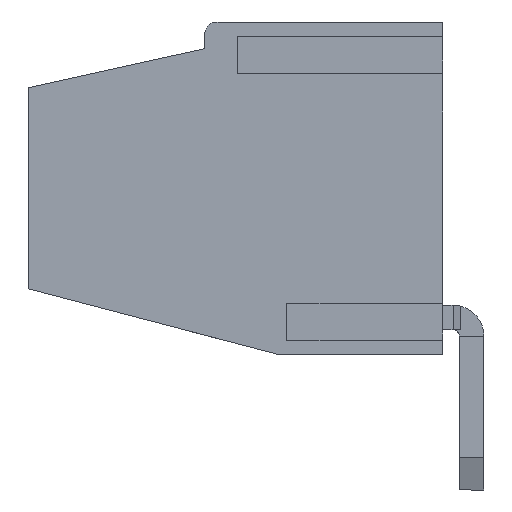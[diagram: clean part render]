
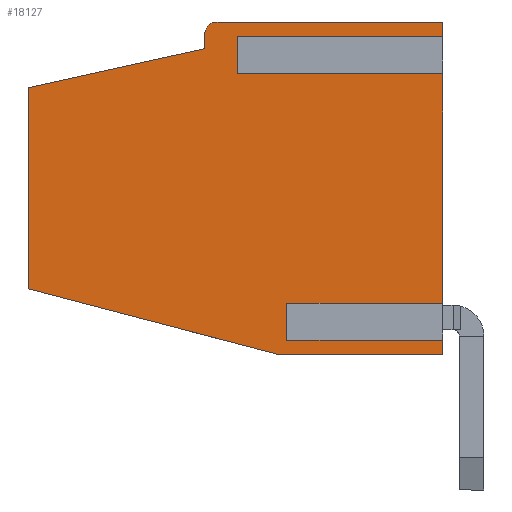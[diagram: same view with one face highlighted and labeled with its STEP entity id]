
A CAD part, left-side view. The second image highlights one B-rep face of the part: STEP entity #18127.
In plain terms, the highlighted face is planar.
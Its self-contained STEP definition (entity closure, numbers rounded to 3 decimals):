
#904 = EDGE_CURVE ( 'NONE', #16847, #11559, #1049, .T. ) ;
#982 = CARTESIAN_POINT ( 'NONE',  ( 2.54, 1.068, 0.7 ) ) ;
#1049 = LINE ( 'NONE', #10425, #27425 ) ;
#1289 = EDGE_CURVE ( 'NONE', #8846, #1615, #2984, .T. ) ;
#1615 = VERTEX_POINT ( 'NONE', #2371 ) ;
#1943 = DIRECTION ( 'NONE',  ( 0., 0., -1. ) ) ;
#1952 = ORIENTED_EDGE ( 'NONE', *, *, #2587, .T. ) ;
#1985 = VERTEX_POINT ( 'NONE', #982 ) ;
#2031 = ORIENTED_EDGE ( 'NONE', *, *, #7473, .F. ) ;
#2371 = CARTESIAN_POINT ( 'NONE',  ( 2.54, 1.068, 4.5 ) ) ;
#2587 = EDGE_CURVE ( 'NONE', #9328, #19515, #10359, .T. ) ;
#2984 = LINE ( 'NONE', #28373, #29364 ) ;
#3328 = EDGE_CURVE ( 'NONE', #11559, #28108, #13595, .T. ) ;
#3460 = DIRECTION ( 'NONE',  ( 0., 0.254, 0.967 ) ) ;
#3951 = CARTESIAN_POINT ( 'NONE',  ( 2.54, 8.1, 0.7 ) ) ;
#4014 = CARTESIAN_POINT ( 'NONE',  ( 2.54, 7.568, 5.7 ) ) ;
#4118 = ORIENTED_EDGE ( 'NONE', *, *, #28858, .F. ) ;
#4263 = CARTESIAN_POINT ( 'NONE',  ( 2.54, 8.1, 0.7 ) ) ;
#4457 = AXIS2_PLACEMENT_3D ( 'NONE', #8109, #7961, #8249 ) ;
#4823 = VECTOR ( 'NONE', #13235, 1000. ) ;
#5793 = LINE ( 'NONE', #3951, #26721 ) ;
#6238 = VECTOR ( 'NONE', #1943, 1000. ) ;
#6435 = CARTESIAN_POINT ( 'NONE',  ( 2.54, 7.568, 0.7 ) ) ;
#6587 = CARTESIAN_POINT ( 'NONE',  ( 2.54, 7.032, 5.7 ) ) ;
#6803 = CARTESIAN_POINT ( 'NONE',  ( 2.54, 7.032, 0.7 ) ) ;
#7081 = DIRECTION ( 'NONE',  ( 0., 1., 0. ) ) ;
#7188 = CARTESIAN_POINT ( 'NONE',  ( 2.54, 6.5, 10.8 ) ) ;
#7264 = LINE ( 'NONE', #16461, #9902 ) ;
#7473 = EDGE_CURVE ( 'NONE', #23929, #15711, #24847, .T. ) ;
#7588 = EDGE_CURVE ( 'NONE', #28108, #18054, #16687, .T. ) ;
#7961 = DIRECTION ( 'NONE',  ( -1., 0., 0. ) ) ;
#8109 = CARTESIAN_POINT ( 'NONE',  ( 2.54, 8.1, 10.8 ) ) ;
#8249 = DIRECTION ( 'NONE',  ( 0., -1., 0. ) ) ;
#8467 = DIRECTION ( 'NONE',  ( 0., 1., 0. ) ) ;
#8615 = CARTESIAN_POINT ( 'NONE',  ( 2.54, 0., 4.7 ) ) ;
#8846 = VERTEX_POINT ( 'NONE', #16027 ) ;
#8903 = DIRECTION ( 'NONE',  ( 0., -1., 0. ) ) ;
#9243 = EDGE_CURVE ( 'NONE', #1615, #1985, #13716, .T. ) ;
#9328 = VERTEX_POINT ( 'NONE', #19586 ) ;
#9435 = CARTESIAN_POINT ( 'NONE',  ( 2.54, 6.5, 10.8 ) ) ;
#9902 = VECTOR ( 'NONE', #25661, 1000. ) ;
#10050 = DIRECTION ( 'NONE',  ( 0., 0., -1. ) ) ;
#10359 = LINE ( 'NONE', #14895, #28946 ) ;
#10391 = DIRECTION ( 'NONE',  ( 0., 1., 0. ) ) ;
#10425 = CARTESIAN_POINT ( 'NONE',  ( 2.54, 1.6, 10.8 ) ) ;
#10481 = CARTESIAN_POINT ( 'NONE',  ( 2.54, 0., 0.7 ) ) ;
#10627 = CARTESIAN_POINT ( 'NONE',  ( 2.54, 0.532, 0.7 ) ) ;
#11310 = EDGE_CURVE ( 'NONE', #19879, #20619, #18895, .T. ) ;
#11550 = DIRECTION ( 'NONE',  ( 0., 0.216, -0.976 ) ) ;
#11559 = VERTEX_POINT ( 'NONE', #18660 ) ;
#12306 = LINE ( 'NONE', #14731, #25719 ) ;
#13003 = CARTESIAN_POINT ( 'NONE',  ( 2.54, 8.1, 10.8 ) ) ;
#13039 = DIRECTION ( 'NONE',  ( 0., 1., 0. ) ) ;
#13235 = DIRECTION ( 'NONE',  ( 0., -1., 0. ) ) ;
#13592 = ORIENTED_EDGE ( 'NONE', *, *, #29610, .T. ) ;
#13595 = LINE ( 'NONE', #13003, #24614 ) ;
#13716 = LINE ( 'NONE', #20507, #6238 ) ;
#13797 = ORIENTED_EDGE ( 'NONE', *, *, #24650, .F. ) ;
#13983 = ORIENTED_EDGE ( 'NONE', *, *, #3328, .F. ) ;
#14011 = CARTESIAN_POINT ( 'NONE',  ( 2.54, 8.1, 0.7 ) ) ;
#14457 = EDGE_CURVE ( 'NONE', #18054, #20619, #28015, .T. ) ;
#14478 = VERTEX_POINT ( 'NONE', #14831 ) ;
#14731 = CARTESIAN_POINT ( 'NONE',  ( 2.54, 0., 10.8 ) ) ;
#14831 = CARTESIAN_POINT ( 'NONE',  ( 2.54, 8.1, 0.7 ) ) ;
#14895 = CARTESIAN_POINT ( 'NONE',  ( 2.54, 7.568, 5.7 ) ) ;
#14904 = FACE_OUTER_BOUND ( 'NONE', #23607, .T. ) ;
#14997 = DIRECTION ( 'NONE',  ( 0., 1., 0. ) ) ;
#15050 = AXIS2_PLACEMENT_3D ( 'NONE', #27492, #22787, #8903 ) ;
#15309 = VERTEX_POINT ( 'NONE', #10627 ) ;
#15327 = ORIENTED_EDGE ( 'NONE', *, *, #7588, .F. ) ;
#15711 = VERTEX_POINT ( 'NONE', #6803 ) ;
#16027 = CARTESIAN_POINT ( 'NONE',  ( 2.54, 0.532, 4.5 ) ) ;
#16446 = ORIENTED_EDGE ( 'NONE', *, *, #26213, .T. ) ;
#16461 = CARTESIAN_POINT ( 'NONE',  ( 2.54, 0.532, 4.5 ) ) ;
#16532 = LINE ( 'NONE', #28452, #29204 ) ;
#16687 = LINE ( 'NONE', #7188, #21573 ) ;
#16847 = VERTEX_POINT ( 'NONE', #8615 ) ;
#16886 = CARTESIAN_POINT ( 'NONE',  ( 2.54, 7.45, 6.5 ) ) ;
#17128 = CARTESIAN_POINT ( 'NONE',  ( 2.54, 7.8, 6.5 ) ) ;
#17574 = LINE ( 'NONE', #4263, #29628 ) ;
#17620 = CARTESIAN_POINT ( 'NONE',  ( 2.54, 7.032, 5.7 ) ) ;
#17814 = EDGE_CURVE ( 'NONE', #19515, #14478, #17574, .T. ) ;
#18054 = VERTEX_POINT ( 'NONE', #16886 ) ;
#18127 = ADVANCED_FACE ( 'NONE', ( #14904 ), #28955, .F. ) ;
#18641 = VECTOR ( 'NONE', #7081, 1000. ) ;
#18660 = CARTESIAN_POINT ( 'NONE',  ( 2.54, 1.6, 10.8 ) ) ;
#18736 = EDGE_CURVE ( 'NONE', #16847, #24135, #12306, .T. ) ;
#18895 = CIRCLE ( 'NONE', #15050, 0.3 ) ;
#19515 = VERTEX_POINT ( 'NONE', #6435 ) ;
#19568 = DIRECTION ( 'NONE',  ( 0., 0., -1. ) ) ;
#19586 = CARTESIAN_POINT ( 'NONE',  ( 2.54, 7.568, 5.7 ) ) ;
#19879 = VERTEX_POINT ( 'NONE', #19958 ) ;
#19958 = CARTESIAN_POINT ( 'NONE',  ( 2.54, 8.1, 6.2 ) ) ;
#20182 = LINE ( 'NONE', #4014, #4823 ) ;
#20507 = CARTESIAN_POINT ( 'NONE',  ( 2.54, 1.068, 4.5 ) ) ;
#20619 = VERTEX_POINT ( 'NONE', #17128 ) ;
#21225 = ORIENTED_EDGE ( 'NONE', *, *, #18736, .T. ) ;
#21573 = VECTOR ( 'NONE', #11550, 1000. ) ;
#22098 = ORIENTED_EDGE ( 'NONE', *, *, #904, .F. ) ;
#22787 = DIRECTION ( 'NONE',  ( 1., 0., 0. ) ) ;
#22871 = ORIENTED_EDGE ( 'NONE', *, *, #14457, .F. ) ;
#22877 = DIRECTION ( 'NONE',  ( 0., 0., -1. ) ) ;
#23019 = VECTOR ( 'NONE', #22877, 1000. ) ;
#23607 = EDGE_LOOP ( 'NONE', ( #4118, #26443, #22871, #15327, #13983, #22098, #21225, #13592, #27755, #26658, #24282, #16446, #2031, #13797, #1952, #26683 ) ) ;
#23929 = VERTEX_POINT ( 'NONE', #17620 ) ;
#24135 = VERTEX_POINT ( 'NONE', #10481 ) ;
#24282 = ORIENTED_EDGE ( 'NONE', *, *, #9243, .T. ) ;
#24614 = VECTOR ( 'NONE', #8467, 1000. ) ;
#24650 = EDGE_CURVE ( 'NONE', #9328, #23929, #20182, .T. ) ;
#24847 = LINE ( 'NONE', #6587, #23019 ) ;
#25661 = DIRECTION ( 'NONE',  ( 0., 0., -1. ) ) ;
#25719 = VECTOR ( 'NONE', #10050, 1000. ) ;
#25887 = DIRECTION ( 'NONE',  ( 0., 0., -1. ) ) ;
#26213 = EDGE_CURVE ( 'NONE', #1985, #15711, #5793, .T. ) ;
#26443 = ORIENTED_EDGE ( 'NONE', *, *, #11310, .T. ) ;
#26658 = ORIENTED_EDGE ( 'NONE', *, *, #1289, .T. ) ;
#26683 = ORIENTED_EDGE ( 'NONE', *, *, #17814, .T. ) ;
#26721 = VECTOR ( 'NONE', #14997, 1000. ) ;
#27392 = EDGE_CURVE ( 'NONE', #8846, #15309, #7264, .T. ) ;
#27425 = VECTOR ( 'NONE', #3460, 1000. ) ;
#27492 = CARTESIAN_POINT ( 'NONE',  ( 2.54, 7.8, 6.2 ) ) ;
#27611 = LINE ( 'NONE', #14011, #18641 ) ;
#27724 = CARTESIAN_POINT ( 'NONE',  ( 2.54, 7.45, 6.5 ) ) ;
#27755 = ORIENTED_EDGE ( 'NONE', *, *, #27392, .F. ) ;
#28015 = LINE ( 'NONE', #27724, #28726 ) ;
#28108 = VERTEX_POINT ( 'NONE', #9435 ) ;
#28373 = CARTESIAN_POINT ( 'NONE',  ( 2.54, 0.532, 4.5 ) ) ;
#28452 = CARTESIAN_POINT ( 'NONE',  ( 2.54, 8.1, 10.8 ) ) ;
#28726 = VECTOR ( 'NONE', #29881, 1000. ) ;
#28858 = EDGE_CURVE ( 'NONE', #19879, #14478, #16532, .T. ) ;
#28946 = VECTOR ( 'NONE', #19568, 1000. ) ;
#28955 = PLANE ( 'NONE',  #4457 ) ;
#29204 = VECTOR ( 'NONE', #25887, 1000. ) ;
#29364 = VECTOR ( 'NONE', #10391, 1000. ) ;
#29610 = EDGE_CURVE ( 'NONE', #24135, #15309, #27611, .T. ) ;
#29628 = VECTOR ( 'NONE', #13039, 1000. ) ;
#29881 = DIRECTION ( 'NONE',  ( 0., 1., 0. ) ) ;
